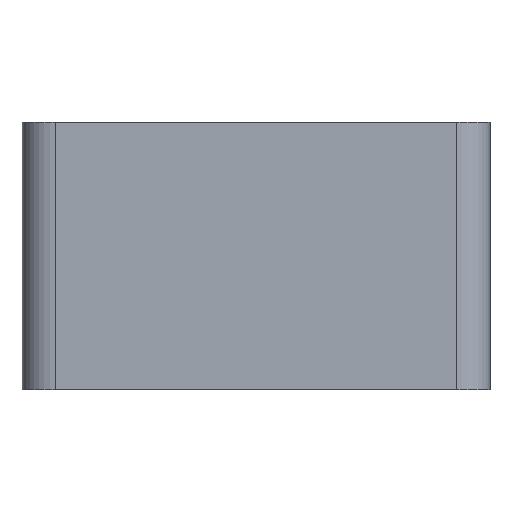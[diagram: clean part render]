
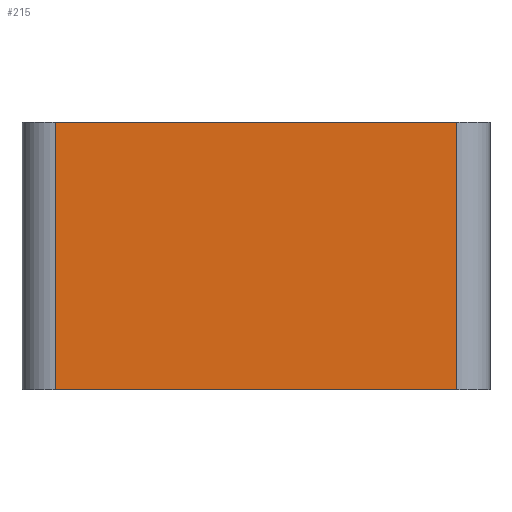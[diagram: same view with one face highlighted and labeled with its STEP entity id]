
A CAD part, front view. The second image highlights one B-rep face of the part: STEP entity #215.
In plain terms, the highlighted planar face has unit normal (0, -1, 0).
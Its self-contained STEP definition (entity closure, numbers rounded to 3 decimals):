
#215=ADVANCED_FACE('',(#448),#450,.T.);
#448=FACE_BOUND('',#449,.T.);
#449=EDGE_LOOP('',(#611,#612,#613,#614));
#450=PLANE('',#451);
#451=AXIS2_PLACEMENT_3D('',#452,#453,#454);
#452=CARTESIAN_POINT('',(-35.,-70.,0.));
#453=DIRECTION('',(0.,-1.,0.));
#454=DIRECTION('',(1.,0.,0.));
#611=ORIENTED_EDGE('',*,*,#708,.T.);
#612=ORIENTED_EDGE('',*,*,#672,.F.);
#613=ORIENTED_EDGE('',*,*,#707,.F.);
#614=ORIENTED_EDGE('',*,*,#696,.T.);
#672=EDGE_CURVE('',#762,#764,#765,.T.);
#696=EDGE_CURVE('',#807,#805,#808,.T.);
#707=EDGE_CURVE('',#807,#762,#823,.T.);
#708=EDGE_CURVE('',#805,#764,#824,.T.);
#762=VERTEX_POINT('',#939);
#764=VERTEX_POINT('',#944);
#765=LINE('',#945,#946);
#805=VERTEX_POINT('',#1041);
#807=VERTEX_POINT('',#1046);
#808=LINE('',#1047,#1048);
#823=LINE('',#1087,#1088);
#824=LINE('',#1090,#1091);
#939=CARTESIAN_POINT('',(-30.,-70.,40.));
#944=CARTESIAN_POINT('',(30.,-70.,40.));
#945=CARTESIAN_POINT('',(-30.,-70.,40.));
#946=VECTOR('',#947,1.);
#947=DIRECTION('',(1.,0.,0.));
#1041=CARTESIAN_POINT('',(30.,-70.,0.));
#1046=CARTESIAN_POINT('',(-30.,-70.,0.));
#1047=CARTESIAN_POINT('',(-30.,-70.,0.));
#1048=VECTOR('',#1049,1.);
#1049=DIRECTION('',(1.,0.,0.));
#1087=CARTESIAN_POINT('',(-30.,-70.,0.));
#1088=VECTOR('',#1089,1.);
#1089=DIRECTION('',(0.,0.,1.));
#1090=CARTESIAN_POINT('',(30.,-70.,0.));
#1091=VECTOR('',#1092,1.);
#1092=DIRECTION('',(0.,0.,1.));
